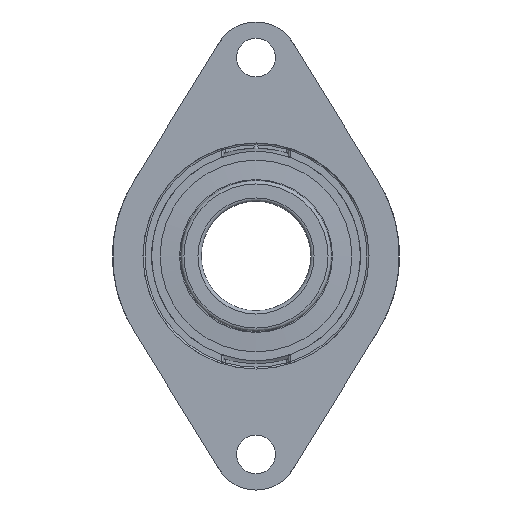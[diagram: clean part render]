
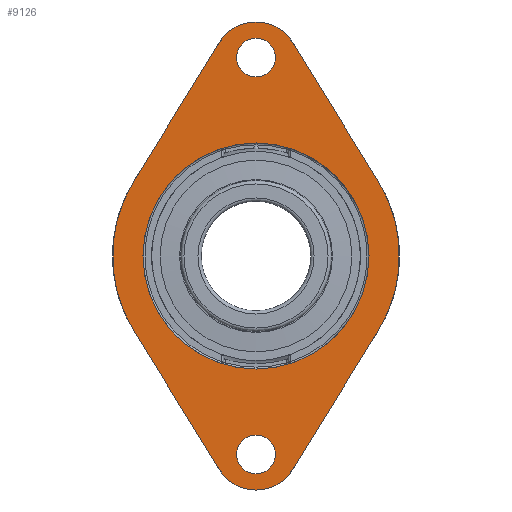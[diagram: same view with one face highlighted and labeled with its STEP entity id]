
A CAD part, left-side view. The second image highlights one B-rep face of the part: STEP entity #9126.
In plain terms, the highlighted face is planar.
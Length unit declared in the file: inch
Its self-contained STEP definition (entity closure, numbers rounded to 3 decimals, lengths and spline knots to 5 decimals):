
#6502=CARTESIAN_POINT('',(-1.36309,2.23188,-0.));
#6503=VERTEX_POINT('',#6502);
#6510=CARTESIAN_POINT('',(-3.89731,0.67036,-0.));
#6511=VERTEX_POINT('',#6510);
#6512=CARTESIAN_POINT('',(-1.36309,2.23188,-0.));
#6513=DIRECTION('',(-0.851,-0.525,0.));
#6514=VECTOR('',#6513,1.17192);
#6515=LINE('',#6512,#6514);
#6516=EDGE_CURVE('',#6503,#6511,#6515,.T.);
#6635=CARTESIAN_POINT('',(1.36309,-2.23188,0.));
#6636=VERTEX_POINT('',#6635);
#6643=CARTESIAN_POINT('',(3.89731,-0.67036,0.));
#6644=VERTEX_POINT('',#6643);
#6645=CARTESIAN_POINT('',(1.36309,-2.23188,0.));
#6646=DIRECTION('',(0.851,0.525,-0.));
#6647=VECTOR('',#6646,1.17192);
#6648=LINE('',#6645,#6647);
#6649=EDGE_CURVE('',#6636,#6644,#6648,.T.);
#6900=CARTESIAN_POINT('',(-4.27165,-0.,0.));
#6901=VERTEX_POINT('',#6900);
#6908=CARTESIAN_POINT('',(-3.89731,-0.67036,0.));
#6909=VERTEX_POINT('',#6908);
#6910=CARTESIAN_POINT('',(-3.48425,-0.,0.));
#6911=DIRECTION('',(-0.,0.,1.));
#6912=DIRECTION('',(1.,0.,0.));
#6913=AXIS2_PLACEMENT_3D('',#6910,#6911,#6912);
#6914=CIRCLE('',#6913,0.7874);
#6915=EDGE_CURVE('',#6901,#6909,#6914,.T.);
#8902=CARTESIAN_POINT('',(-0.,-2.06348,0.));
#8903=VERTEX_POINT('',#8902);
#8924=CARTESIAN_POINT('',(0.,2.06348,0.));
#8925=VERTEX_POINT('',#8924);
#8926=CARTESIAN_POINT('',(0.,-0.,0.));
#8927=DIRECTION('',(0.,0.,1.));
#8928=DIRECTION('',(0.,1.,-0.));
#8929=AXIS2_PLACEMENT_3D('',#8926,#8927,#8928);
#8930=CIRCLE('',#8929,2.06348);
#8931=EDGE_CURVE('',#8925,#8903,#8930,.T.);
#8933=CARTESIAN_POINT('',(0.,-0.,0.));
#8934=DIRECTION('',(0.,0.,1.));
#8935=DIRECTION('',(0.,1.,-0.));
#8936=AXIS2_PLACEMENT_3D('',#8933,#8934,#8935);
#8937=CIRCLE('',#8936,2.06348);
#8938=EDGE_CURVE('',#8903,#8925,#8937,.T.);
#8997=CARTESIAN_POINT('',(3.26772,0.,-0.));
#8998=VERTEX_POINT('',#8997);
#9005=CARTESIAN_POINT('',(3.62205,0.,-0.));
#9006=DIRECTION('',(-0.,0.,1.));
#9007=DIRECTION('',(1.,0.,0.));
#9008=AXIS2_PLACEMENT_3D('',#9005,#9006,#9007);
#9009=CIRCLE('',#9008,0.35433);
#9010=EDGE_CURVE('',#8998,#8998,#9009,.T.);
#9023=CARTESIAN_POINT('',(-3.97638,0.,-0.));
#9024=VERTEX_POINT('',#9023);
#9033=CARTESIAN_POINT('',(-3.62205,0.,-0.));
#9034=DIRECTION('',(-0.,0.,1.));
#9035=DIRECTION('',(1.,0.,0.));
#9036=AXIS2_PLACEMENT_3D('',#9033,#9034,#9035);
#9037=CIRCLE('',#9036,0.35433);
#9038=EDGE_CURVE('',#9024,#9024,#9037,.T.);
#9060=CARTESIAN_POINT('',(-0.,-0.,0.));
#9061=DIRECTION('',(0.,0.,1.));
#9062=DIRECTION('',(1.,0.,0.));
#9063=AXIS2_PLACEMENT_3D('',#9060,#9061,#9062);
#9064=PLANE('',#9063);
#9065=ORIENTED_EDGE('',*,*,#8931,.T.);
#9066=ORIENTED_EDGE('',*,*,#8938,.T.);
#9067=EDGE_LOOP('',(#9065,#9066));
#9068=FACE_BOUND('',#9067,.T.);
#9069=ORIENTED_EDGE('',*,*,#6516,.F.);
#9070=CARTESIAN_POINT('',(1.36309,2.23188,-0.));
#9071=VERTEX_POINT('',#9070);
#9072=CARTESIAN_POINT('',(0.,0.01969,-0.));
#9073=DIRECTION('',(-0.,0.,1.));
#9074=DIRECTION('',(1.,0.,0.));
#9075=AXIS2_PLACEMENT_3D('',#9072,#9073,#9074);
#9076=CIRCLE('',#9075,2.59843);
#9077=EDGE_CURVE('',#9071,#6503,#9076,.T.);
#9078=ORIENTED_EDGE('',*,*,#9077,.F.);
#9079=CARTESIAN_POINT('',(3.89731,0.67036,-0.));
#9080=VERTEX_POINT('',#9079);
#9081=CARTESIAN_POINT('',(3.89731,0.67036,-0.));
#9082=DIRECTION('',(-0.851,0.525,-0.));
#9083=VECTOR('',#9082,1.17192);
#9084=LINE('',#9081,#9083);
#9085=EDGE_CURVE('',#9080,#9071,#9084,.T.);
#9086=ORIENTED_EDGE('',*,*,#9085,.F.);
#9087=CARTESIAN_POINT('',(3.48425,-0.,0.));
#9088=DIRECTION('',(-0.,0.,1.));
#9089=DIRECTION('',(1.,0.,0.));
#9090=AXIS2_PLACEMENT_3D('',#9087,#9088,#9089);
#9091=CIRCLE('',#9090,0.7874);
#9092=EDGE_CURVE('',#6644,#9080,#9091,.T.);
#9093=ORIENTED_EDGE('',*,*,#9092,.F.);
#9094=ORIENTED_EDGE('',*,*,#6649,.F.);
#9095=CARTESIAN_POINT('',(-1.36309,-2.23188,0.));
#9096=VERTEX_POINT('',#9095);
#9097=CARTESIAN_POINT('',(0.,-0.01969,0.));
#9098=DIRECTION('',(-0.,0.,1.));
#9099=DIRECTION('',(1.,0.,0.));
#9100=AXIS2_PLACEMENT_3D('',#9097,#9098,#9099);
#9101=CIRCLE('',#9100,2.59843);
#9102=EDGE_CURVE('',#9096,#6636,#9101,.T.);
#9103=ORIENTED_EDGE('',*,*,#9102,.F.);
#9104=CARTESIAN_POINT('',(-3.89731,-0.67036,0.));
#9105=DIRECTION('',(0.851,-0.525,0.));
#9106=VECTOR('',#9105,1.17192);
#9107=LINE('',#9104,#9106);
#9108=EDGE_CURVE('',#6909,#9096,#9107,.T.);
#9109=ORIENTED_EDGE('',*,*,#9108,.F.);
#9110=ORIENTED_EDGE('',*,*,#6915,.F.);
#9111=CARTESIAN_POINT('',(-3.48425,-0.,0.));
#9112=DIRECTION('',(-0.,0.,1.));
#9113=DIRECTION('',(1.,0.,0.));
#9114=AXIS2_PLACEMENT_3D('',#9111,#9112,#9113);
#9115=CIRCLE('',#9114,0.7874);
#9116=EDGE_CURVE('',#6511,#6901,#9115,.T.);
#9117=ORIENTED_EDGE('',*,*,#9116,.F.);
#9118=EDGE_LOOP('',(#9069,#9078,#9086,#9093,#9094,#9103,#9109,#9110,#9117));
#9119=FACE_BOUND('',#9118,.T.);
#9120=ORIENTED_EDGE('',*,*,#9038,.T.);
#9121=EDGE_LOOP('',(#9120));
#9122=FACE_BOUND('',#9121,.T.);
#9123=ORIENTED_EDGE('',*,*,#9010,.T.);
#9124=EDGE_LOOP('',(#9123));
#9125=FACE_BOUND('',#9124,.T.);
#9126=ADVANCED_FACE('',(#9068,#9119,#9122,#9125),#9064,.F.);
